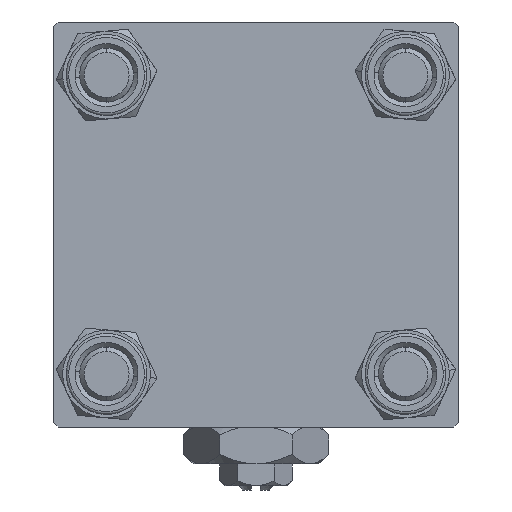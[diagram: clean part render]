
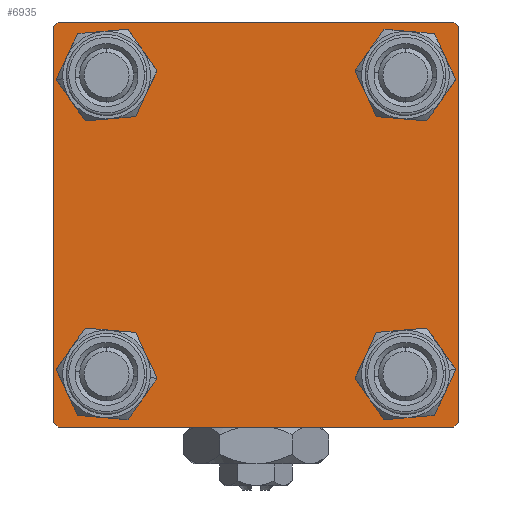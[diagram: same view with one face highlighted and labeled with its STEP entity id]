
A CAD part, left-side view. The second image highlights one B-rep face of the part: STEP entity #6935.
In plain terms, the highlighted planar face has unit normal (-1, 0, 0).
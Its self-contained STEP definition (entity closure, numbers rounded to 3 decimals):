
#429 = EDGE_CURVE ( 'NONE', #42598, #20201, #8174, .T. ) ;
#484 = EDGE_LOOP ( 'NONE', ( #27096, #51334 ) ) ;
#1165 = CARTESIAN_POINT ( 'NONE',  ( 0., 22.5, 22.5 ) ) ;
#1502 = CARTESIAN_POINT ( 'NONE',  ( 0., -22.25, -22.25 ) ) ;
#1717 = AXIS2_PLACEMENT_3D ( 'NONE', #12823, #17074, #3118 ) ;
#1856 = CARTESIAN_POINT ( 'NONE',  ( 0., 22.5, 22.5 ) ) ;
#2173 = EDGE_CURVE ( 'NONE', #42598, #24069, #57027, .T. ) ;
#2820 = FACE_BOUND ( 'NONE', #484, .T. ) ;
#3111 = CARTESIAN_POINT ( 'NONE',  ( 0., 22.5, -22. ) ) ;
#3118 = DIRECTION ( 'NONE',  ( 0., 0., 1. ) ) ;
#3408 = FACE_BOUND ( 'NONE', #24624, .T. ) ;
#3580 = EDGE_CURVE ( 'NONE', #18425, #23852, #50269, .T. ) ;
#4222 = CARTESIAN_POINT ( 'NONE',  ( 0., -16.6, 13.1 ) ) ;
#4271 = CARTESIAN_POINT ( 'NONE',  ( 0., -16.6, -20.1 ) ) ;
#4459 = AXIS2_PLACEMENT_3D ( 'NONE', #5679, #32101, #9342 ) ;
#4596 = ORIENTED_EDGE ( 'NONE', *, *, #4928, .T. ) ;
#4733 = CARTESIAN_POINT ( 'NONE',  ( 0., -22.5, 22. ) ) ;
#4844 = DIRECTION ( 'NONE',  ( 0., 0., 1. ) ) ;
#4928 = EDGE_CURVE ( 'NONE', #21284, #52956, #43195, .T. ) ;
#5679 = CARTESIAN_POINT ( 'NONE',  ( 0., 16.6, 16.6 ) ) ;
#6094 = EDGE_CURVE ( 'NONE', #23852, #21284, #25433, .T. ) ;
#6107 = EDGE_LOOP ( 'NONE', ( #45447, #52911 ) ) ;
#6390 = CARTESIAN_POINT ( 'NONE',  ( 0., 22., 22.5 ) ) ;
#6677 = CARTESIAN_POINT ( 'NONE',  ( 0., -22.25, 22.25 ) ) ;
#6935 = ADVANCED_FACE ( 'NONE', ( #54372, #2820, #35297, #3408, #17371 ), #39874, .T. ) ;
#6981 = VECTOR ( 'NONE', #56436, 1000. ) ;
#8007 = ORIENTED_EDGE ( 'NONE', *, *, #429, .F. ) ;
#8174 = LINE ( 'NONE', #54563, #21780 ) ;
#8608 = AXIS2_PLACEMENT_3D ( 'NONE', #45783, #54559, #60025 ) ;
#9342 = DIRECTION ( 'NONE',  ( 0., 0., 1. ) ) ;
#9394 = CARTESIAN_POINT ( 'NONE',  ( 0., -22., 22.5 ) ) ;
#9397 = VECTOR ( 'NONE', #33361, 1000. ) ;
#9466 = DIRECTION ( 'NONE',  ( 1., 0., 0. ) ) ;
#10023 = DIRECTION ( 'NONE',  ( 0., 0.707, 0.707 ) ) ;
#10933 = CARTESIAN_POINT ( 'NONE',  ( 0., 16.6, -13.1 ) ) ;
#11044 = ORIENTED_EDGE ( 'NONE', *, *, #30638, .T. ) ;
#12253 = AXIS2_PLACEMENT_3D ( 'NONE', #44753, #39918, #53826 ) ;
#12329 = VECTOR ( 'NONE', #43347, 1000. ) ;
#12410 = EDGE_LOOP ( 'NONE', ( #19475, #25694 ) ) ;
#12823 = CARTESIAN_POINT ( 'NONE',  ( 0., 0., 0. ) ) ;
#13666 = CARTESIAN_POINT ( 'NONE',  ( 0., 16.6, -16.6 ) ) ;
#14561 = VERTEX_POINT ( 'NONE', #43169 ) ;
#14589 = LINE ( 'NONE', #37064, #6981 ) ;
#14954 = EDGE_CURVE ( 'NONE', #29012, #16517, #36715, .T. ) ;
#15001 = VERTEX_POINT ( 'NONE', #50620 ) ;
#15031 = VERTEX_POINT ( 'NONE', #55748 ) ;
#15052 = CIRCLE ( 'NONE', #58675, 3.5 ) ;
#15119 = ORIENTED_EDGE ( 'NONE', *, *, #3580, .T. ) ;
#15954 = CARTESIAN_POINT ( 'NONE',  ( 0., -16.6, -13.1 ) ) ;
#16517 = VERTEX_POINT ( 'NONE', #15954 ) ;
#17074 = DIRECTION ( 'NONE',  ( -1., 0., 0. ) ) ;
#17371 = FACE_OUTER_BOUND ( 'NONE', #19368, .T. ) ;
#18025 = EDGE_CURVE ( 'NONE', #30003, #15001, #48356, .T. ) ;
#18400 = CARTESIAN_POINT ( 'NONE',  ( 0., 22.25, 22.25 ) ) ;
#18425 = VERTEX_POINT ( 'NONE', #6390 ) ;
#18797 = DIRECTION ( 'NONE',  ( 1., 0., 0. ) ) ;
#19368 = EDGE_LOOP ( 'NONE', ( #44641, #4596, #11044, #33935, #8007, #55210, #49919, #15119 ) ) ;
#19475 = ORIENTED_EDGE ( 'NONE', *, *, #18025, .T. ) ;
#19710 = VERTEX_POINT ( 'NONE', #54525 ) ;
#20201 = VERTEX_POINT ( 'NONE', #53501 ) ;
#21284 = VERTEX_POINT ( 'NONE', #3111 ) ;
#21780 = VECTOR ( 'NONE', #50034, 1000. ) ;
#22062 = DIRECTION ( 'NONE',  ( 0., 0.707, -0.707 ) ) ;
#22197 = AXIS2_PLACEMENT_3D ( 'NONE', #13666, #18797, #4844 ) ;
#22894 = CIRCLE ( 'NONE', #12253, 3.5 ) ;
#23158 = DIRECTION ( 'NONE',  ( 0., 0., 1. ) ) ;
#23852 = VERTEX_POINT ( 'NONE', #36796 ) ;
#23859 = EDGE_CURVE ( 'NONE', #18425, #24069, #44034, .T. ) ;
#24069 = VERTEX_POINT ( 'NONE', #9394 ) ;
#24071 = CARTESIAN_POINT ( 'NONE',  ( 0., 22.25, -22.25 ) ) ;
#24559 = LINE ( 'NONE', #1502, #9397 ) ;
#24624 = EDGE_LOOP ( 'NONE', ( #42017, #49023 ) ) ;
#25220 = DIRECTION ( 'NONE',  ( 0., -1., 0. ) ) ;
#25293 = EDGE_CURVE ( 'NONE', #15031, #14561, #34052, .T. ) ;
#25354 = AXIS2_PLACEMENT_3D ( 'NONE', #57171, #52614, #47780 ) ;
#25433 = LINE ( 'NONE', #1165, #12329 ) ;
#25694 = ORIENTED_EDGE ( 'NONE', *, *, #58545, .T. ) ;
#26559 = CARTESIAN_POINT ( 'NONE',  ( 0., 22., -22.5 ) ) ;
#27096 = ORIENTED_EDGE ( 'NONE', *, *, #47291, .T. ) ;
#28297 = DIRECTION ( 'NONE',  ( 1., 0., 0. ) ) ;
#28551 = EDGE_CURVE ( 'NONE', #19710, #48601, #46749, .T. ) ;
#28920 = DIRECTION ( 'NONE',  ( 0., -0.707, -0.707 ) ) ;
#29012 = VERTEX_POINT ( 'NONE', #4271 ) ;
#30003 = VERTEX_POINT ( 'NONE', #10933 ) ;
#30638 = EDGE_CURVE ( 'NONE', #52956, #43304, #14589, .T. ) ;
#32101 = DIRECTION ( 'NONE',  ( 1., 0., 0. ) ) ;
#32728 = AXIS2_PLACEMENT_3D ( 'NONE', #42791, #42181, #38553 ) ;
#33361 = DIRECTION ( 'NONE',  ( 0., -0.707, 0.707 ) ) ;
#33935 = ORIENTED_EDGE ( 'NONE', *, *, #55960, .T. ) ;
#34052 = CIRCLE ( 'NONE', #25354, 3.5 ) ;
#35297 = FACE_BOUND ( 'NONE', #12410, .T. ) ;
#36715 = CIRCLE ( 'NONE', #8608, 3.5 ) ;
#36796 = CARTESIAN_POINT ( 'NONE',  ( 0., 22.5, 22. ) ) ;
#37064 = CARTESIAN_POINT ( 'NONE',  ( 0., 22.5, -22.5 ) ) ;
#38553 = DIRECTION ( 'NONE',  ( 0., 0., 1. ) ) ;
#39874 = PLANE ( 'NONE',  #1717 ) ;
#39918 = DIRECTION ( 'NONE',  ( 1., 0., 0. ) ) ;
#40069 = EDGE_CURVE ( 'NONE', #48601, #19710, #15052, .T. ) ;
#41936 = DIRECTION ( 'NONE',  ( 0., 0., 1. ) ) ;
#42017 = ORIENTED_EDGE ( 'NONE', *, *, #51668, .T. ) ;
#42181 = DIRECTION ( 'NONE',  ( 1., 0., 0. ) ) ;
#42598 = VERTEX_POINT ( 'NONE', #4733 ) ;
#42791 = CARTESIAN_POINT ( 'NONE',  ( 0., 16.6, -16.6 ) ) ;
#43169 = CARTESIAN_POINT ( 'NONE',  ( 0., 16.6, 20.1 ) ) ;
#43184 = VECTOR ( 'NONE', #10023, 1000. ) ;
#43195 = LINE ( 'NONE', #24071, #45223 ) ;
#43230 = VECTOR ( 'NONE', #22062, 1000. ) ;
#43304 = VERTEX_POINT ( 'NONE', #58248 ) ;
#43347 = DIRECTION ( 'NONE',  ( 0., 0., -1. ) ) ;
#44034 = LINE ( 'NONE', #1856, #54358 ) ;
#44641 = ORIENTED_EDGE ( 'NONE', *, *, #6094, .T. ) ;
#44753 = CARTESIAN_POINT ( 'NONE',  ( 0., -16.6, -16.6 ) ) ;
#45223 = VECTOR ( 'NONE', #28920, 1000. ) ;
#45447 = ORIENTED_EDGE ( 'NONE', *, *, #28551, .T. ) ;
#45783 = CARTESIAN_POINT ( 'NONE',  ( 0., -16.6, -16.6 ) ) ;
#46749 = CIRCLE ( 'NONE', #49648, 3.5 ) ;
#47220 = CIRCLE ( 'NONE', #4459, 3.5 ) ;
#47291 = EDGE_CURVE ( 'NONE', #16517, #29012, #22894, .T. ) ;
#47780 = DIRECTION ( 'NONE',  ( 0., 0., 1. ) ) ;
#48356 = CIRCLE ( 'NONE', #22197, 3.5 ) ;
#48601 = VERTEX_POINT ( 'NONE', #4222 ) ;
#49023 = ORIENTED_EDGE ( 'NONE', *, *, #25293, .T. ) ;
#49648 = AXIS2_PLACEMENT_3D ( 'NONE', #54164, #9466, #41936 ) ;
#49919 = ORIENTED_EDGE ( 'NONE', *, *, #23859, .F. ) ;
#50034 = DIRECTION ( 'NONE',  ( 0., 0., -1. ) ) ;
#50269 = LINE ( 'NONE', #18400, #43230 ) ;
#50620 = CARTESIAN_POINT ( 'NONE',  ( 0., 16.6, -20.1 ) ) ;
#51058 = CARTESIAN_POINT ( 'NONE',  ( 0., -16.6, 16.6 ) ) ;
#51334 = ORIENTED_EDGE ( 'NONE', *, *, #14954, .T. ) ;
#51668 = EDGE_CURVE ( 'NONE', #14561, #15031, #47220, .T. ) ;
#52614 = DIRECTION ( 'NONE',  ( 1., 0., 0. ) ) ;
#52911 = ORIENTED_EDGE ( 'NONE', *, *, #40069, .T. ) ;
#52956 = VERTEX_POINT ( 'NONE', #26559 ) ;
#53501 = CARTESIAN_POINT ( 'NONE',  ( 0., -22.5, -22. ) ) ;
#53826 = DIRECTION ( 'NONE',  ( 0., 0., 1. ) ) ;
#54164 = CARTESIAN_POINT ( 'NONE',  ( 0., -16.6, 16.6 ) ) ;
#54358 = VECTOR ( 'NONE', #25220, 1000. ) ;
#54372 = FACE_BOUND ( 'NONE', #6107, .T. ) ;
#54525 = CARTESIAN_POINT ( 'NONE',  ( 0., -16.6, 20.1 ) ) ;
#54559 = DIRECTION ( 'NONE',  ( 1., 0., 0. ) ) ;
#54563 = CARTESIAN_POINT ( 'NONE',  ( 0., -22.5, 22.5 ) ) ;
#55210 = ORIENTED_EDGE ( 'NONE', *, *, #2173, .T. ) ;
#55748 = CARTESIAN_POINT ( 'NONE',  ( 0., 16.6, 13.1 ) ) ;
#55960 = EDGE_CURVE ( 'NONE', #43304, #20201, #24559, .T. ) ;
#56436 = DIRECTION ( 'NONE',  ( 0., -1., 0. ) ) ;
#57027 = LINE ( 'NONE', #6677, #43184 ) ;
#57171 = CARTESIAN_POINT ( 'NONE',  ( 0., 16.6, 16.6 ) ) ;
#58248 = CARTESIAN_POINT ( 'NONE',  ( 0., -22., -22.5 ) ) ;
#58545 = EDGE_CURVE ( 'NONE', #15001, #30003, #58900, .T. ) ;
#58675 = AXIS2_PLACEMENT_3D ( 'NONE', #51058, #28297, #23158 ) ;
#58900 = CIRCLE ( 'NONE', #32728, 3.5 ) ;
#60025 = DIRECTION ( 'NONE',  ( 0., 0., 1. ) ) ;
